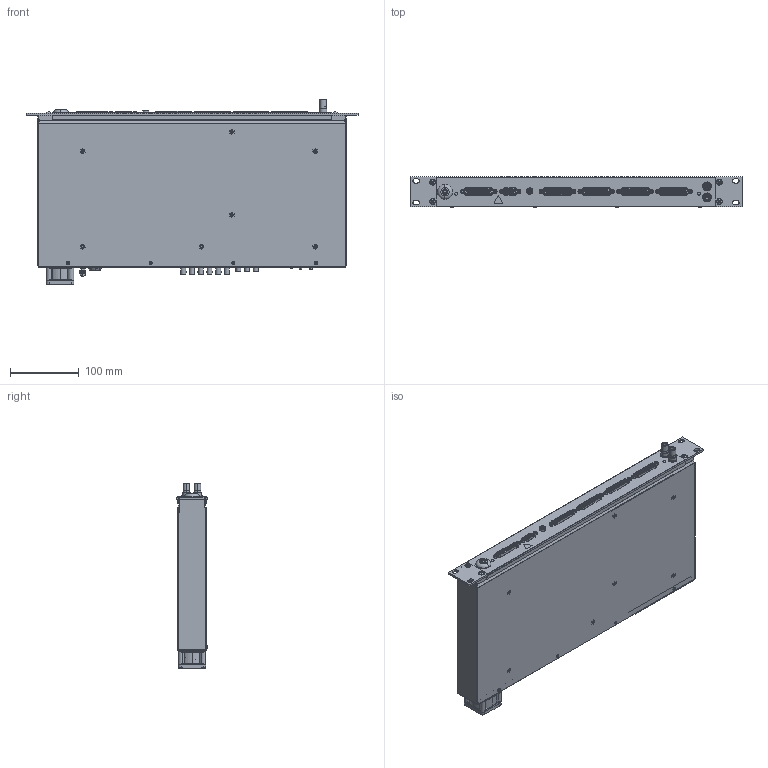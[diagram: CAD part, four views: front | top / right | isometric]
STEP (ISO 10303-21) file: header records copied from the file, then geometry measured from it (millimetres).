
FILE_DESCRIPTION (( 'STEP AP214' ), '1' );
FILE_NAME ('88201971-I128 face.STEP', '2013-03-27T15:10:57', ( 'Andrew' ), ( 'Microsoft' ), 'SwSTEP 2.0', 'SolidWorks 2011', '' );
FILE_SCHEMA (( 'AUTOMOTIVE_DESIGN' ));
Length unit declared in the file: millimetre
Products named in the file (1): 88201971-I128 face
Bounding box: 482.6 x 43.68 x 268.09 mm (x, y, z)
Surface area: 660081.9 mm2 (no closed solid volume)
Topology: 0 solids, 1100 shells, 4175 faces, 18375 edges, 15084 vertices
Faces by surface type: plane 2600, cylinder 1298, cone 167, bspline 96, sphere 8, torus 6
Entity records: 238440 total; most frequent: CARTESIAN_POINT 47195, DIRECTION 29335, ORIENTED_EDGE 23837, EDGE_CURVE 18361, VERTEX_POINT 15084, LINE 13395, VECTOR 13395, AXIS2_PLACEMENT_3D 7970
